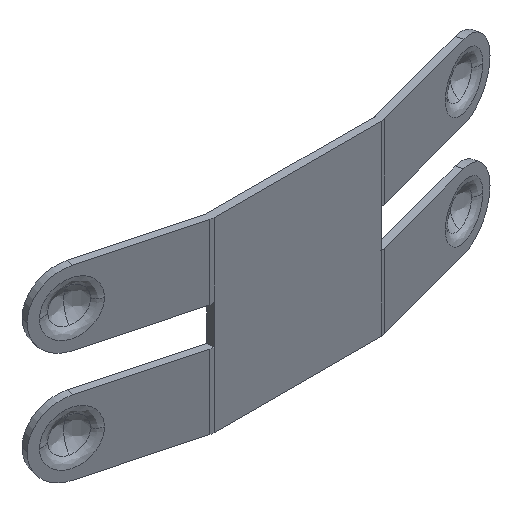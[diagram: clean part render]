
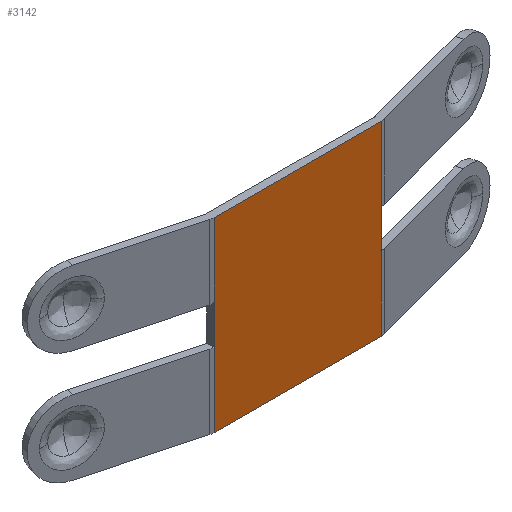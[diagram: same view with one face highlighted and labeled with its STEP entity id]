
A CAD part, isometric view. The second image highlights one B-rep face of the part: STEP entity #3142.
In plain terms, the highlighted planar face has unit normal (0, -1, 0).
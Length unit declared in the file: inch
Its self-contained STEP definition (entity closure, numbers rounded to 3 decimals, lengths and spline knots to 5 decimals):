
#15 = EDGE_CURVE ( 'NONE', #573, #2317, #3643, .T. ) ;
#43 = VECTOR ( 'NONE', #1729, 39.37008 ) ;
#205 = CARTESIAN_POINT ( 'NONE',  ( 0.07, -0.006, -0.016 ) ) ;
#225 = CARTESIAN_POINT ( 'NONE',  ( -0.07, -0.006, -0.078 ) ) ;
#243 = ORIENTED_EDGE ( 'NONE', *, *, #3686, .T. ) ;
#325 = VECTOR ( 'NONE', #769, 39.37008 ) ;
#374 = DIRECTION ( 'NONE',  ( 0., -1., 0. ) ) ;
#379 = LINE ( 'NONE', #1491, #3335 ) ;
#397 = ORIENTED_EDGE ( 'NONE', *, *, #2525, .T. ) ;
#509 = EDGE_CURVE ( 'NONE', #2317, #1839, #1734, .T. ) ;
#554 = ORIENTED_EDGE ( 'NONE', *, *, #3365, .T. ) ;
#573 = VERTEX_POINT ( 'NONE', #2701 ) ;
#632 = CARTESIAN_POINT ( 'NONE',  ( 0.07, -0.006, 0.078 ) ) ;
#754 = EDGE_CURVE ( 'NONE', #3284, #573, #3133, .T. ) ;
#769 = DIRECTION ( 'NONE',  ( 0., 0., 1. ) ) ;
#824 = LINE ( 'NONE', #1448, #43 ) ;
#852 = VECTOR ( 'NONE', #2719, 39.37008 ) ;
#862 = AXIS2_PLACEMENT_3D ( 'NONE', #2102, #374, #2376 ) ;
#877 = VECTOR ( 'NONE', #2826, 39.37008 ) ;
#965 = CARTESIAN_POINT ( 'NONE',  ( -0.07, -0.006, 0.078 ) ) ;
#1108 = DIRECTION ( 'NONE',  ( 1., 0., 0. ) ) ;
#1196 = ORIENTED_EDGE ( 'NONE', *, *, #2798, .T. ) ;
#1213 = ORIENTED_EDGE ( 'NONE', *, *, #1848, .T. ) ;
#1215 = ORIENTED_EDGE ( 'NONE', *, *, #15, .T. ) ;
#1434 = VERTEX_POINT ( 'NONE', #965 ) ;
#1448 = CARTESIAN_POINT ( 'NONE',  ( 0.07, -0.006, 0.078 ) ) ;
#1478 = VECTOR ( 'NONE', #1108, 39.37008 ) ;
#1491 = CARTESIAN_POINT ( 'NONE',  ( -0.07, -0.006, 0.078 ) ) ;
#1608 = CARTESIAN_POINT ( 'NONE',  ( 0.07, -0.006, 0.016 ) ) ;
#1648 = LINE ( 'NONE', #3412, #877 ) ;
#1657 = ORIENTED_EDGE ( 'NONE', *, *, #509, .T. ) ;
#1670 = DIRECTION ( 'NONE',  ( 0., 0., -1. ) ) ;
#1710 = VERTEX_POINT ( 'NONE', #1608 ) ;
#1729 = DIRECTION ( 'NONE',  ( 0., 0., 1. ) ) ;
#1734 = LINE ( 'NONE', #2729, #2129 ) ;
#1839 = VERTEX_POINT ( 'NONE', #205 ) ;
#1848 = EDGE_CURVE ( 'NONE', #3352, #3284, #2250, .T. ) ;
#2084 = FACE_OUTER_BOUND ( 'NONE', #3695, .T. ) ;
#2099 = ORIENTED_EDGE ( 'NONE', *, *, #754, .T. ) ;
#2102 = CARTESIAN_POINT ( 'NONE',  ( -0.07, -0.006, 0.078 ) ) ;
#2129 = VECTOR ( 'NONE', #2717, 39.37008 ) ;
#2134 = CARTESIAN_POINT ( 'NONE',  ( 0.07, -0.006, -0.078 ) ) ;
#2164 = VECTOR ( 'NONE', #1670, 39.37008 ) ;
#2250 = LINE ( 'NONE', #3370, #2164 ) ;
#2317 = VERTEX_POINT ( 'NONE', #2134 ) ;
#2345 = PLANE ( 'NONE',  #862 ) ;
#2376 = DIRECTION ( 'NONE',  ( 0., 0., -1. ) ) ;
#2416 = CARTESIAN_POINT ( 'NONE',  ( -0.07, -0.006, 0.078 ) ) ;
#2470 = CARTESIAN_POINT ( 'NONE',  ( 0.07, -0.006, 0.078 ) ) ;
#2525 = EDGE_CURVE ( 'NONE', #1710, #3428, #2530, .T. ) ;
#2530 = LINE ( 'NONE', #2470, #325 ) ;
#2701 = CARTESIAN_POINT ( 'NONE',  ( -0.07, -0.006, -0.078 ) ) ;
#2717 = DIRECTION ( 'NONE',  ( 0., 0., 1. ) ) ;
#2719 = DIRECTION ( 'NONE',  ( 0., 0., -1. ) ) ;
#2729 = CARTESIAN_POINT ( 'NONE',  ( 0.07, -0.006, 0.078 ) ) ;
#2798 = EDGE_CURVE ( 'NONE', #1434, #3352, #1648, .T. ) ;
#2826 = DIRECTION ( 'NONE',  ( 0., 0., -1. ) ) ;
#3096 = CARTESIAN_POINT ( 'NONE',  ( -0.07, -0.006, -0.016 ) ) ;
#3133 = LINE ( 'NONE', #2416, #852 ) ;
#3142 = ADVANCED_FACE ( 'NONE', ( #2084 ), #2345, .T. ) ;
#3146 = CARTESIAN_POINT ( 'NONE',  ( -0.07, -0.006, 0.016 ) ) ;
#3284 = VERTEX_POINT ( 'NONE', #3096 ) ;
#3335 = VECTOR ( 'NONE', #3472, 39.37008 ) ;
#3352 = VERTEX_POINT ( 'NONE', #3146 ) ;
#3365 = EDGE_CURVE ( 'NONE', #1839, #1710, #824, .T. ) ;
#3370 = CARTESIAN_POINT ( 'NONE',  ( -0.07, -0.006, 0.078 ) ) ;
#3412 = CARTESIAN_POINT ( 'NONE',  ( -0.07, -0.006, 0.078 ) ) ;
#3428 = VERTEX_POINT ( 'NONE', #632 ) ;
#3472 = DIRECTION ( 'NONE',  ( -1., 0., 0. ) ) ;
#3643 = LINE ( 'NONE', #225, #1478 ) ;
#3686 = EDGE_CURVE ( 'NONE', #3428, #1434, #379, .T. ) ;
#3695 = EDGE_LOOP ( 'NONE', ( #1213, #2099, #1215, #1657, #554, #397, #243, #1196 ) ) ;
